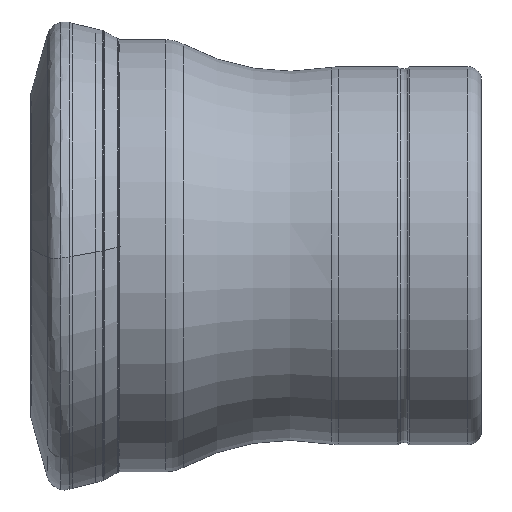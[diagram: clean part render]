
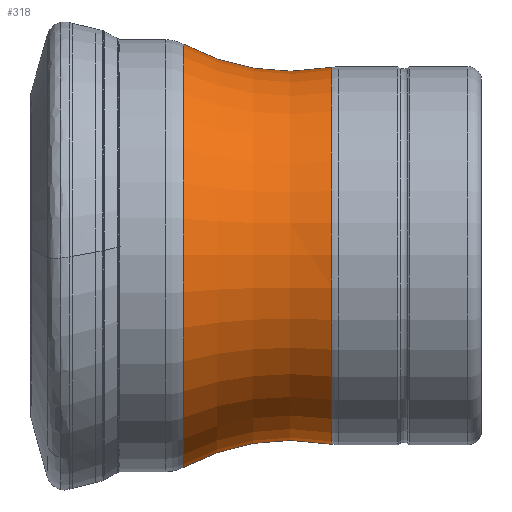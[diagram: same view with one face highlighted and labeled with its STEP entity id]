
A CAD part, top view. The second image highlights one B-rep face of the part: STEP entity #318.
In plain terms, the highlighted toroidal (fillet/blend) face has major radius 45.5 mm and minor radius 25 mm.
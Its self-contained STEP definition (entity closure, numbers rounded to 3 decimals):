
#44=TOROIDAL_SURFACE('',#1445,45.5,25.);
#55=FACE_BOUND('',#576,.T.);
#56=FACE_BOUND('',#577,.T.);
#318=ADVANCED_FACE('',(#55,#56),#44,.F.);
#576=EDGE_LOOP('',(#1026));
#577=EDGE_LOOP('',(#1027));
#692=CIRCLE('',#1441,20.931);
#694=CIRCLE('',#1444,23.517);
#1026=ORIENTED_EDGE('',*,*,#1320,.F.);
#1027=ORIENTED_EDGE('',*,*,#1318,.T.);
#1142=VERTEX_POINT('',#3090);
#1144=VERTEX_POINT('',#3095);
#1318=EDGE_CURVE('',#1142,#1142,#692,.T.);
#1320=EDGE_CURVE('',#1144,#1144,#694,.T.);
#1441=AXIS2_PLACEMENT_3D('',#3089,#1726,#1727);
#1444=AXIS2_PLACEMENT_3D('',#3094,#1732,#1733);
#1445=AXIS2_PLACEMENT_3D('',#3096,#1734,#1735);
#1726=DIRECTION('',(-1.,0.,0.));
#1727=DIRECTION('',(0.,0.,1.));
#1732=DIRECTION('',(-1.,0.,0.));
#1733=DIRECTION('',(0.,0.,1.));
#1734=DIRECTION('',(-1.,0.,0.));
#1735=DIRECTION('',(0.,0.,1.));
#3089=CARTESIAN_POINT('',(33.38,0.,0.));
#3090=CARTESIAN_POINT('',(33.38,0.,20.931));
#3094=CARTESIAN_POINT('',(16.851,0.,0.));
#3095=CARTESIAN_POINT('',(16.851,0.,23.517));
#3096=CARTESIAN_POINT('',(28.757,0.,0.));
